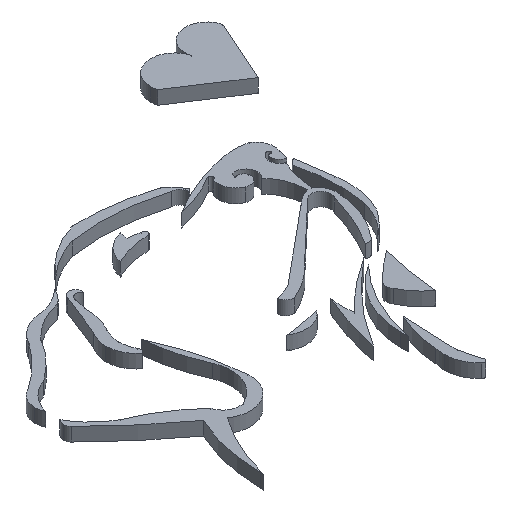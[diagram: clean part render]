
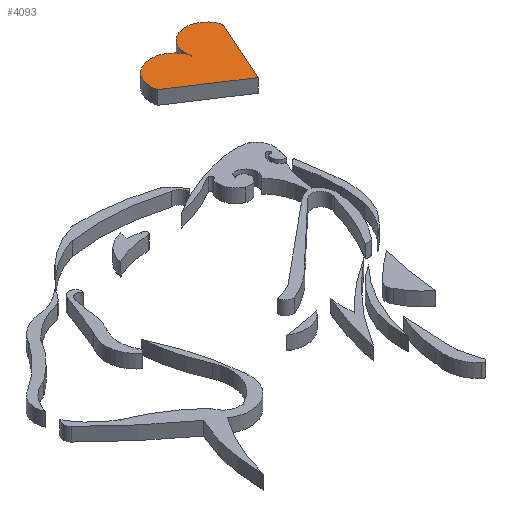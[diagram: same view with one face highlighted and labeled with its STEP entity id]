
A CAD part, isometric view. The second image highlights one B-rep face of the part: STEP entity #4093.
In plain terms, the highlighted free-form (B-spline) face has degree [1, 1] with [2, 2] control points.
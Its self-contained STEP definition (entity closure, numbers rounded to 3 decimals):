
#3897 = EDGE_CURVE('',#3898,#3900,#3902,.T.);
#3898 = VERTEX_POINT('',#3899);
#3899 = CARTESIAN_POINT('',(85.079,94.081,
    2.943));
#3900 = VERTEX_POINT('',#3901);
#3901 = CARTESIAN_POINT('',(85.245,92.834,
    2.943));
#3902 = ( BOUNDED_CURVE() B_SPLINE_CURVE(2,(#3903,#3904,#3905),
.UNSPECIFIED.,.F.,.F.) B_SPLINE_CURVE_WITH_KNOTS((3,3),(0.,
0.264),.PIECEWISE_BEZIER_KNOTS.) CURVE() 
GEOMETRIC_REPRESENTATION_ITEM() RATIONAL_B_SPLINE_CURVE((1.,
0.991,1.)) REPRESENTATION_ITEM('') );
#3903 = CARTESIAN_POINT('',(85.079,94.081,
    2.943));
#3904 = CARTESIAN_POINT('',(85.079,93.447,
    2.943));
#3905 = CARTESIAN_POINT('',(85.245,92.834,
    2.943));
#3937 = EDGE_CURVE('',#3938,#3940,#3942,.T.);
#3938 = VERTEX_POINT('',#3939);
#3939 = CARTESIAN_POINT('',(74.953,91.467,
    2.943));
#3940 = VERTEX_POINT('',#3941);
#3941 = CARTESIAN_POINT('',(75.135,90.1,
    2.943));
#3942 = ( BOUNDED_CURVE() B_SPLINE_CURVE(2,(#3943,#3944,#3945),
.UNSPECIFIED.,.F.,.F.) B_SPLINE_CURVE_WITH_KNOTS((3,3),(0.,
0.264),.PIECEWISE_BEZIER_KNOTS.) CURVE() 
GEOMETRIC_REPRESENTATION_ITEM() RATIONAL_B_SPLINE_CURVE((1.,
0.991,1.)) REPRESENTATION_ITEM('') );
#3943 = CARTESIAN_POINT('',(74.953,91.467,
    2.943));
#3944 = CARTESIAN_POINT('',(74.953,90.771,
    2.943));
#3945 = CARTESIAN_POINT('',(75.135,90.1,
    2.943));
#3978 = EDGE_CURVE('',#3900,#3938,#3979,.T.);
#3979 = ( BOUNDED_CURVE() B_SPLINE_CURVE(2,(#3980,#3981,#3982,#3983,
#3984),.UNSPECIFIED.,.F.,.F.) B_SPLINE_CURVE_WITH_KNOTS((3,2,3),(
    3.406,4.844,6.283),
.PIECEWISE_BEZIER_KNOTS.) CURVE() GEOMETRIC_REPRESENTATION_ITEM() 
RATIONAL_B_SPLINE_CURVE((1.,0.752,1.,0.752,1.)) 
REPRESENTATION_ITEM('') );
#3980 = CARTESIAN_POINT('',(85.245,92.834,
    2.943));
#3981 = CARTESIAN_POINT('',(84.048,97.262,
    2.943));
#3982 = CARTESIAN_POINT('',(79.5,96.658,
    2.943));
#3983 = CARTESIAN_POINT('',(74.953,96.054,
    2.943));
#3984 = CARTESIAN_POINT('',(74.953,91.467,
    2.943));
#4017 = VERTEX_POINT('',#4018);
#4018 = CARTESIAN_POINT('',(88.294,81.493,
    2.943));
#4023 = EDGE_CURVE('',#3940,#4017,#4024,.T.);
#4024 = B_SPLINE_CURVE_WITH_KNOTS('',1,(#4025,#4026),.UNSPECIFIED.,.F.,
  .F.,(2,2),(0.,16.031),.PIECEWISE_BEZIER_KNOTS.);
#4025 = CARTESIAN_POINT('',(75.135,90.1,
    2.943));
#4026 = CARTESIAN_POINT('',(88.294,81.493,
    2.943));
#4045 = VERTEX_POINT('',#4046);
#4046 = CARTESIAN_POINT('',(94.472,95.329,
    2.943));
#4051 = EDGE_CURVE('',#4017,#4045,#4052,.T.);
#4052 = B_SPLINE_CURVE_WITH_KNOTS('',1,(#4053,#4054),.UNSPECIFIED.,.F.,
  .F.,(2,2),(0.,15.448),.PIECEWISE_BEZIER_KNOTS.);
#4053 = CARTESIAN_POINT('',(88.294,81.493,
    2.943));
#4054 = CARTESIAN_POINT('',(94.472,95.329,
    2.943));
#4066 = EDGE_CURVE('',#4045,#3898,#4067,.T.);
#4067 = ( BOUNDED_CURVE() B_SPLINE_CURVE(2,(#4068,#4069,#4070,#4071,
#4072),.UNSPECIFIED.,.F.,.F.) B_SPLINE_CURVE_WITH_KNOTS((3,2,3),(
    3.406,4.844,6.283),
.PIECEWISE_BEZIER_KNOTS.) CURVE() GEOMETRIC_REPRESENTATION_ITEM() 
RATIONAL_B_SPLINE_CURVE((1.,0.752,1.,0.752,1.)) 
REPRESENTATION_ITEM('') );
#4068 = CARTESIAN_POINT('',(94.472,95.329,
    2.943));
#4069 = CARTESIAN_POINT('',(93.379,99.37,
    2.943));
#4070 = CARTESIAN_POINT('',(89.229,98.819,
    2.943));
#4071 = CARTESIAN_POINT('',(85.079,98.267,
    2.943));
#4072 = CARTESIAN_POINT('',(85.079,94.081,
    2.943));
#4093 = ADVANCED_FACE('',(#4094),#4102,.F.);
#4094 = FACE_BOUND('',#4095,.T.);
#4095 = EDGE_LOOP('',(#4096,#4097,#4098,#4099,#4100,#4101));
#4096 = ORIENTED_EDGE('',*,*,#3978,.T.);
#4097 = ORIENTED_EDGE('',*,*,#3937,.T.);
#4098 = ORIENTED_EDGE('',*,*,#4023,.T.);
#4099 = ORIENTED_EDGE('',*,*,#4051,.T.);
#4100 = ORIENTED_EDGE('',*,*,#4066,.T.);
#4101 = ORIENTED_EDGE('',*,*,#3897,.T.);
#4102 = B_SPLINE_SURFACE_WITH_KNOTS('',1,1,(
    (#4103,#4104)
    ,(#4105,#4106
    )),.UNSPECIFIED.,.F.,.F.,.F.,(2,2),(2,2),(-14.56,
    5.339),(-10.168,7.538),
  .PIECEWISE_BEZIER_KNOTS.);
#4103 = CARTESIAN_POINT('',(94.472,81.493,
    2.943));
#4104 = CARTESIAN_POINT('',(94.472,98.86,2.943
    ));
#4105 = CARTESIAN_POINT('',(74.953,81.493,
    2.943));
#4106 = CARTESIAN_POINT('',(74.953,98.86,2.943
    ));
